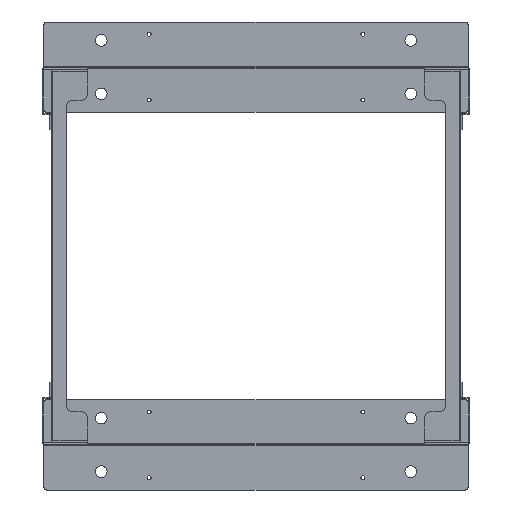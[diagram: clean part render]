
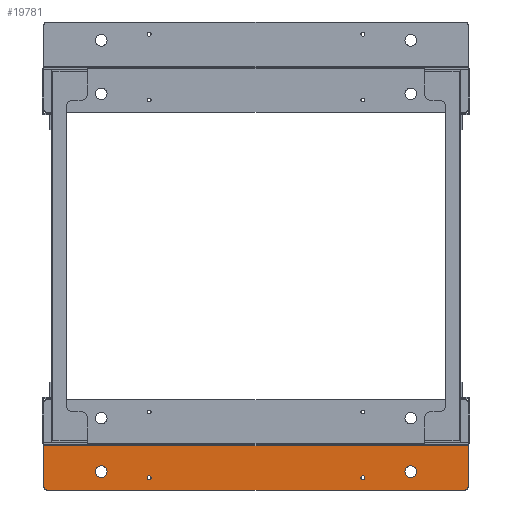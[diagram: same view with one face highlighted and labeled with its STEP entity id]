
A CAD part, front view. The second image highlights one B-rep face of the part: STEP entity #19781.
In plain terms, the highlighted planar face has unit normal (0, -1, 0).
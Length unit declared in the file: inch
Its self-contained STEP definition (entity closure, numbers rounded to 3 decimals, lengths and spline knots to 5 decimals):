
#214 = ORIENTED_EDGE ( 'NONE', *, *, #23361, .F. ) ;
#263 = AXIS2_PLACEMENT_3D ( 'NONE', #22180, #15334, #10083 ) ;
#454 = FACE_BOUND ( 'NONE', #14675, .T. ) ;
#685 = EDGE_CURVE ( 'NONE', #7579, #5611, #2479, .T. ) ;
#1856 = CIRCLE ( 'NONE', #23676, 0.375 ) ;
#2156 = CIRCLE ( 'NONE', #17494, 0.12795 ) ;
#2262 = AXIS2_PLACEMENT_3D ( 'NONE', #20759, #27591, #25257 ) ;
#2479 = CIRCLE ( 'NONE', #22789, 0.12795 ) ;
#2569 = ORIENTED_EDGE ( 'NONE', *, *, #8177, .T. ) ;
#3054 = CARTESIAN_POINT ( 'NONE',  ( 2.16535, 0., 7.00787 ) ) ;
#3294 = EDGE_CURVE ( 'NONE', #15250, #6848, #21864, .T. ) ;
#3520 = AXIS2_PLACEMENT_3D ( 'NONE', #20141, #15635, #3841 ) ;
#3582 = ORIENTED_EDGE ( 'NONE', *, *, #685, .T. ) ;
#3674 = VERTEX_POINT ( 'NONE', #18137 ) ;
#3723 = ORIENTED_EDGE ( 'NONE', *, *, #22735, .T. ) ;
#3790 = DIRECTION ( 'NONE',  ( 0., 0., 1. ) ) ;
#3841 = DIRECTION ( 'NONE',  ( 0., 0., -1. ) ) ;
#3849 = CIRCLE ( 'NONE', #28161, 0.19685 ) ;
#3876 = EDGE_LOOP ( 'NONE', ( #3582, #14301 ) ) ;
#4243 = ORIENTED_EDGE ( 'NONE', *, *, #8510, .F. ) ;
#4504 = DIRECTION ( 'NONE',  ( 0., 1., 0. ) ) ;
#4814 = VECTOR ( 'NONE', #20793, 39.37008 ) ;
#5086 = CARTESIAN_POINT ( 'NONE',  ( 1.77165, 0., 9.58366 ) ) ;
#5169 = VERTEX_POINT ( 'NONE', #24470 ) ;
#5363 = CARTESIAN_POINT ( 'NONE',  ( 2.16535, 0., -6.87992 ) ) ;
#5578 = FACE_BOUND ( 'NONE', #12194, .T. ) ;
#5611 = VERTEX_POINT ( 'NONE', #3054 ) ;
#5924 = ORIENTED_EDGE ( 'NONE', *, *, #21875, .T. ) ;
#6041 = VECTOR ( 'NONE', #21756, 39.37008 ) ;
#6282 = CARTESIAN_POINT ( 'NONE',  ( 2.75591, 0., 13.45472 ) ) ;
#6590 = DIRECTION ( 'NONE',  ( 0., 1., 0. ) ) ;
#6634 = CARTESIAN_POINT ( 'NONE',  ( 2.16535, 0., 6.87992 ) ) ;
#6848 = VERTEX_POINT ( 'NONE', #14855 ) ;
#7144 = CARTESIAN_POINT ( 'NONE',  ( 1.77165, 0., -9.95866 ) ) ;
#7196 = EDGE_CURVE ( 'NONE', #18041, #13005, #2156, .T. ) ;
#7549 = LINE ( 'NONE', #9869, #13668 ) ;
#7579 = VERTEX_POINT ( 'NONE', #16666 ) ;
#8177 = EDGE_CURVE ( 'NONE', #6848, #15250, #22080, .T. ) ;
#8207 = EDGE_CURVE ( 'NONE', #5611, #7579, #12157, .T. ) ;
#8362 = AXIS2_PLACEMENT_3D ( 'NONE', #29561, #6590, #3790 ) ;
#8469 = AXIS2_PLACEMENT_3D ( 'NONE', #7144, #4504, #21729 ) ;
#8510 = EDGE_CURVE ( 'NONE', #14530, #20044, #7549, .T. ) ;
#8745 = ORIENTED_EDGE ( 'NONE', *, *, #3294, .T. ) ;
#9553 = EDGE_LOOP ( 'NONE', ( #9835, #24446, #4243, #214, #16060, #9787 ) ) ;
#9787 = ORIENTED_EDGE ( 'NONE', *, *, #13952, .F. ) ;
#9835 = ORIENTED_EDGE ( 'NONE', *, *, #20753, .F. ) ;
#9869 = CARTESIAN_POINT ( 'NONE',  ( 0.11024, 0., 13.65157 ) ) ;
#9910 = EDGE_CURVE ( 'NONE', #20044, #20315, #15983, .T. ) ;
#9983 = DIRECTION ( 'NONE',  ( 0., 0., 1. ) ) ;
#10083 = DIRECTION ( 'NONE',  ( 0., 0., 1. ) ) ;
#10278 = DIRECTION ( 'NONE',  ( 0., 1., 0. ) ) ;
#10826 = CARTESIAN_POINT ( 'NONE',  ( 2.16535, 0., -7.00787 ) ) ;
#10850 = CARTESIAN_POINT ( 'NONE',  ( 0.11024, 0., 13.65157 ) ) ;
#11676 = AXIS2_PLACEMENT_3D ( 'NONE', #6634, #27895, #15467 ) ;
#12039 = DIRECTION ( 'NONE',  ( 0., 0., -1. ) ) ;
#12157 = CIRCLE ( 'NONE', #11676, 0.12795 ) ;
#12194 = EDGE_LOOP ( 'NONE', ( #3723, #13105 ) ) ;
#13005 = VERTEX_POINT ( 'NONE', #10826 ) ;
#13105 = ORIENTED_EDGE ( 'NONE', *, *, #7196, .T. ) ;
#13386 = CARTESIAN_POINT ( 'NONE',  ( 2.95276, 0., -13.45472 ) ) ;
#13668 = VECTOR ( 'NONE', #21966, 39.37008 ) ;
#13838 = VERTEX_POINT ( 'NONE', #13386 ) ;
#13952 = EDGE_CURVE ( 'NONE', #5169, #13838, #16945, .T. ) ;
#13954 = CIRCLE ( 'NONE', #3520, 0.12795 ) ;
#14007 = CARTESIAN_POINT ( 'NONE',  ( 2.75591, 0., -13.65157 ) ) ;
#14301 = ORIENTED_EDGE ( 'NONE', *, *, #8207, .T. ) ;
#14466 = LINE ( 'NONE', #29045, #6041 ) ;
#14530 = VERTEX_POINT ( 'NONE', #22307 ) ;
#14675 = EDGE_LOOP ( 'NONE', ( #24732, #5924 ) ) ;
#14780 = DIRECTION ( 'NONE',  ( 0., 1., 0. ) ) ;
#14855 = CARTESIAN_POINT ( 'NONE',  ( 1.77165, 0., -10.33366 ) ) ;
#14888 = FACE_BOUND ( 'NONE', #19290, .T. ) ;
#15250 = VERTEX_POINT ( 'NONE', #30355 ) ;
#15334 = DIRECTION ( 'NONE',  ( 0., 1., 0. ) ) ;
#15467 = DIRECTION ( 'NONE',  ( 0., 0., -1. ) ) ;
#15635 = DIRECTION ( 'NONE',  ( 0., 1., 0. ) ) ;
#15743 = DIRECTION ( 'NONE',  ( 0., 1., 0. ) ) ;
#15983 = LINE ( 'NONE', #10850, #4814 ) ;
#16060 = ORIENTED_EDGE ( 'NONE', *, *, #29542, .F. ) ;
#16642 = CARTESIAN_POINT ( 'NONE',  ( 2.95276, 0., 13.65157 ) ) ;
#16666 = CARTESIAN_POINT ( 'NONE',  ( 2.16535, 0., 6.75197 ) ) ;
#16945 = LINE ( 'NONE', #16642, #29291 ) ;
#17227 = FACE_BOUND ( 'NONE', #3876, .T. ) ;
#17406 = DIRECTION ( 'NONE',  ( 0., 0., -1. ) ) ;
#17419 = CARTESIAN_POINT ( 'NONE',  ( 1.77165, 0., 9.95866 ) ) ;
#17494 = AXIS2_PLACEMENT_3D ( 'NONE', #5363, #26321, #12039 ) ;
#17671 = FACE_OUTER_BOUND ( 'NONE', #9553, .T. ) ;
#17774 = CIRCLE ( 'NONE', #8362, 0.375 ) ;
#18041 = VERTEX_POINT ( 'NONE', #20037 ) ;
#18137 = CARTESIAN_POINT ( 'NONE',  ( 1.77165, 0., 10.33366 ) ) ;
#19270 = DIRECTION ( 'NONE',  ( 0., 0., -1. ) ) ;
#19290 = EDGE_LOOP ( 'NONE', ( #8745, #2569 ) ) ;
#19781 = ADVANCED_FACE ( 'NONE', ( #17671, #14888, #454, #5578, #17227 ), #27140, .F. ) ;
#20037 = CARTESIAN_POINT ( 'NONE',  ( 2.16535, 0., -6.75197 ) ) ;
#20044 = VERTEX_POINT ( 'NONE', #23725 ) ;
#20141 = CARTESIAN_POINT ( 'NONE',  ( 2.16535, 0., -6.87992 ) ) ;
#20315 = VERTEX_POINT ( 'NONE', #20751 ) ;
#20751 = CARTESIAN_POINT ( 'NONE',  ( 2.75591, 0., 13.65157 ) ) ;
#20753 = EDGE_CURVE ( 'NONE', #20315, #5169, #24603, .T. ) ;
#20759 = CARTESIAN_POINT ( 'NONE',  ( 1.77165, 0., -9.95866 ) ) ;
#20793 = DIRECTION ( 'NONE',  ( 1., 0., 0. ) ) ;
#21729 = DIRECTION ( 'NONE',  ( 0., 0., 1. ) ) ;
#21756 = DIRECTION ( 'NONE',  ( -1., 0., 0. ) ) ;
#21864 = CIRCLE ( 'NONE', #8469, 0.375 ) ;
#21875 = EDGE_CURVE ( 'NONE', #26438, #3674, #1856, .T. ) ;
#21892 = CARTESIAN_POINT ( 'NONE',  ( 2.16535, 0., 6.87992 ) ) ;
#21966 = DIRECTION ( 'NONE',  ( 0., 0., 1. ) ) ;
#22080 = CIRCLE ( 'NONE', #2262, 0.375 ) ;
#22180 = CARTESIAN_POINT ( 'NONE',  ( 0., 0., 13.65157 ) ) ;
#22307 = CARTESIAN_POINT ( 'NONE',  ( 0.11024, 0., -13.65157 ) ) ;
#22735 = EDGE_CURVE ( 'NONE', #13005, #18041, #13954, .T. ) ;
#22789 = AXIS2_PLACEMENT_3D ( 'NONE', #21892, #29029, #24370 ) ;
#23361 = EDGE_CURVE ( 'NONE', #26690, #14530, #14466, .T. ) ;
#23676 = AXIS2_PLACEMENT_3D ( 'NONE', #17419, #10278, #9983 ) ;
#23725 = CARTESIAN_POINT ( 'NONE',  ( 0.11024, 0., 13.65157 ) ) ;
#24370 = DIRECTION ( 'NONE',  ( 0., 0., -1. ) ) ;
#24446 = ORIENTED_EDGE ( 'NONE', *, *, #9910, .F. ) ;
#24470 = CARTESIAN_POINT ( 'NONE',  ( 2.95276, 0., 13.45472 ) ) ;
#24603 = CIRCLE ( 'NONE', #25603, 0.19685 ) ;
#24732 = ORIENTED_EDGE ( 'NONE', *, *, #30560, .T. ) ;
#25257 = DIRECTION ( 'NONE',  ( 0., 0., 1. ) ) ;
#25603 = AXIS2_PLACEMENT_3D ( 'NONE', #6282, #15743, #29558 ) ;
#26321 = DIRECTION ( 'NONE',  ( 0., 1., 0. ) ) ;
#26438 = VERTEX_POINT ( 'NONE', #5086 ) ;
#26690 = VERTEX_POINT ( 'NONE', #14007 ) ;
#27140 = PLANE ( 'NONE',  #263 ) ;
#27591 = DIRECTION ( 'NONE',  ( 0., 1., 0. ) ) ;
#27895 = DIRECTION ( 'NONE',  ( 0., 1., 0. ) ) ;
#28161 = AXIS2_PLACEMENT_3D ( 'NONE', #28911, #14780, #17406 ) ;
#28911 = CARTESIAN_POINT ( 'NONE',  ( 2.75591, 0., -13.45472 ) ) ;
#29029 = DIRECTION ( 'NONE',  ( 0., 1., 0. ) ) ;
#29045 = CARTESIAN_POINT ( 'NONE',  ( 0.09843, 0., -13.65157 ) ) ;
#29291 = VECTOR ( 'NONE', #19270, 39.37008 ) ;
#29542 = EDGE_CURVE ( 'NONE', #13838, #26690, #3849, .T. ) ;
#29558 = DIRECTION ( 'NONE',  ( 0., 0., -1. ) ) ;
#29561 = CARTESIAN_POINT ( 'NONE',  ( 1.77165, 0., 9.95866 ) ) ;
#30355 = CARTESIAN_POINT ( 'NONE',  ( 1.77165, 0., -9.58366 ) ) ;
#30560 = EDGE_CURVE ( 'NONE', #3674, #26438, #17774, .T. ) ;
